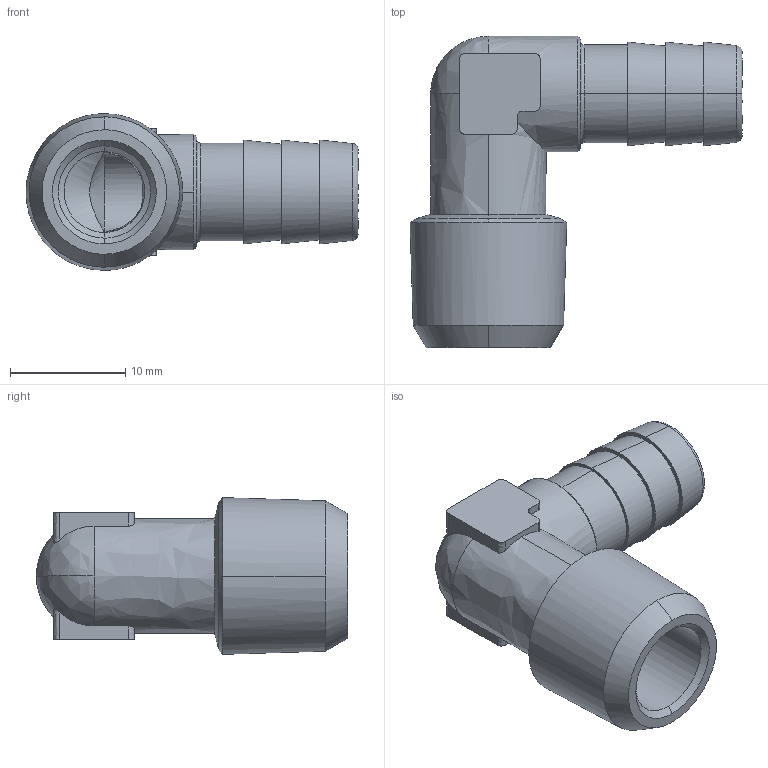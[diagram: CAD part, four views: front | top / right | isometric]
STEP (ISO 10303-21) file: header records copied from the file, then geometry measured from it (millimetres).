
FILE_DESCRIPTION (( 'STEP AP214' ), '1' );
FILE_NAME ('DRF.SP02-09_L.STEP', '2018-09-05T13:51:10', ( '' ), ( '' ), 'SwSTEP 2.0', 'SolidWorks 2018', '' );
FILE_SCHEMA (( 'AUTOMOTIVE_DESIGN' ));
Length unit declared in the file: millimetre
Products named in the file (1): DRF.SP02-09_L
Bounding box: 28.8 x 27 x 13.6 mm (x, y, z)
Volume: 2079.9 mm3; surface area: 2598.9 mm2
Topology: 1 solids, 1 shells, 72 faces, 183 edges, 115 vertices
Faces by surface type: bspline 72
Entity records: 3660 total; most frequent: CARTESIAN_POINT 2582, ORIENTED_EDGE 362, EDGE_CURVE 181, B_SPLINE_CURVE_WITH_KNOTS 131, VERTEX_POINT 115, EDGE_LOOP 78, FACE_OUTER_BOUND 72, ADVANCED_FACE 72
